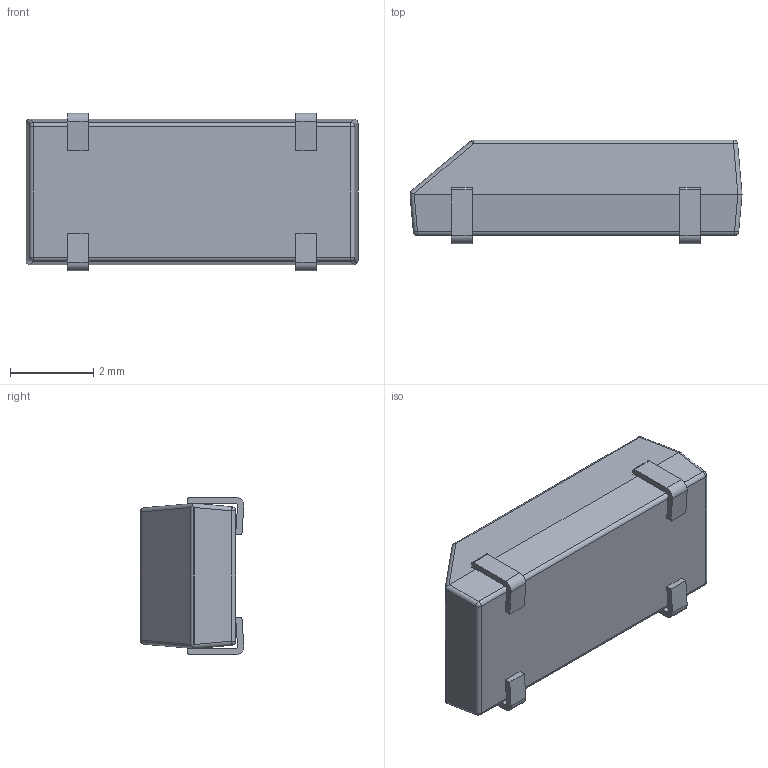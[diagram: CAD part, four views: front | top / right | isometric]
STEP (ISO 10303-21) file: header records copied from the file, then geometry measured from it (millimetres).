
FILE_DESCRIPTION (( 'STEP AP214' ), '1' );
FILE_NAME ('Abracon ABS25.STEP', '2016-01-05T23:01:00', ( '' ), ( '' ), 'SwSTEP 2.0', 'SolidWorks 2015', '' );
FILE_SCHEMA (( 'AUTOMOTIVE_DESIGN' ));
Length unit declared in the file: millimetre
Products named in the file (1): Abracon ABS25
Bounding box: 8 x 2.5 x 3.8 mm (x, y, z)
Volume: 59.4 mm3; surface area: 108.5 mm2
Topology: 1 solids, 1 shells, 80 faces, 206 edges, 120 vertices
Faces by surface type: plane 43, cylinder 29, sphere 8
Entity records: 2859 total; most frequent: CARTESIAN_POINT 450, DIRECTION 396, ORIENTED_EDGE 396, EDGE_CURVE 198, VECTOR 138, LINE 138, AXIS2_PLACEMENT_3D 129, VERTEX_POINT 120
